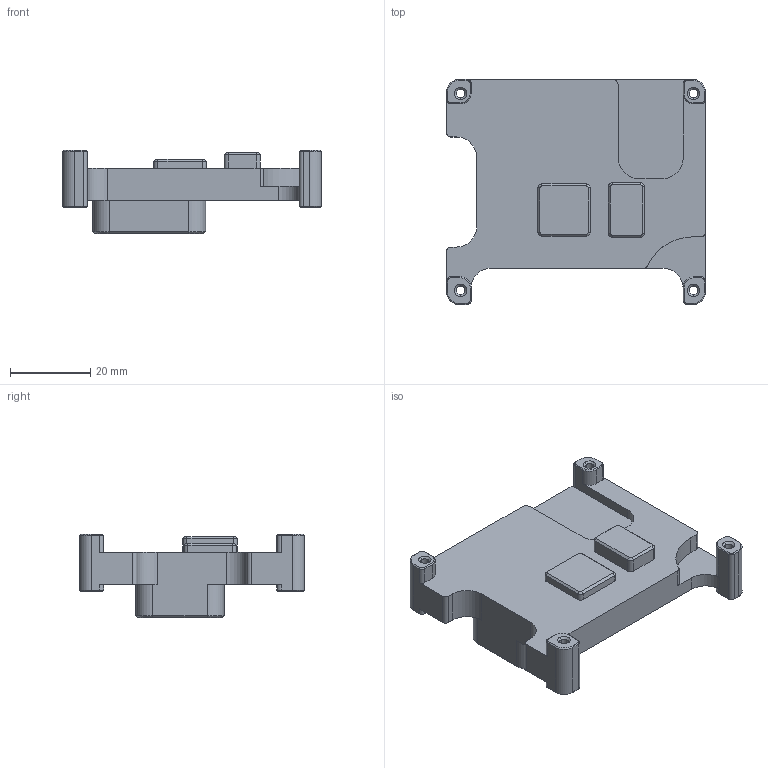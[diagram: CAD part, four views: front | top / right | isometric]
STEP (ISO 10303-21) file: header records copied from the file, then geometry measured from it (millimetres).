
FILE_DESCRIPTION((''),'2;1');
FILE_NAME('PASSIVE_ALU_COOLING_PI4','2021-10-19T',('ramon'),(''),'PRO/ENGINEER BY PARAMETRIC TECHNOLOGY CORPORATION, 2013230','PRO/ENGINEER BY PARAMETRIC TECHNOLOGY CORPORATION, 2013230','');
FILE_SCHEMA(('CONFIG_CONTROL_DESIGN'));
Length unit declared in the file: millimetre
Products named in the file (1): PASSIVE_ALU_COOLING_PI4
Bounding box: 64.45 x 56 x 20.8 mm (x, y, z)
Volume: 28423.4 mm3; surface area: 10055 mm2
Topology: 1 solids, 1 shells, 225 faces, 549 edges, 330 vertices
Faces by surface type: plane 99, cone 64, cylinder 62
Entity records: 6561 total; most frequent: DIRECTION 1187, CARTESIAN_POINT 1104, ORIENTED_EDGE 1098, EDGE_CURVE 549, AXIS2_PLACEMENT_3D 413, VECTOR 361, LINE 361, VERTEX_POINT 330
